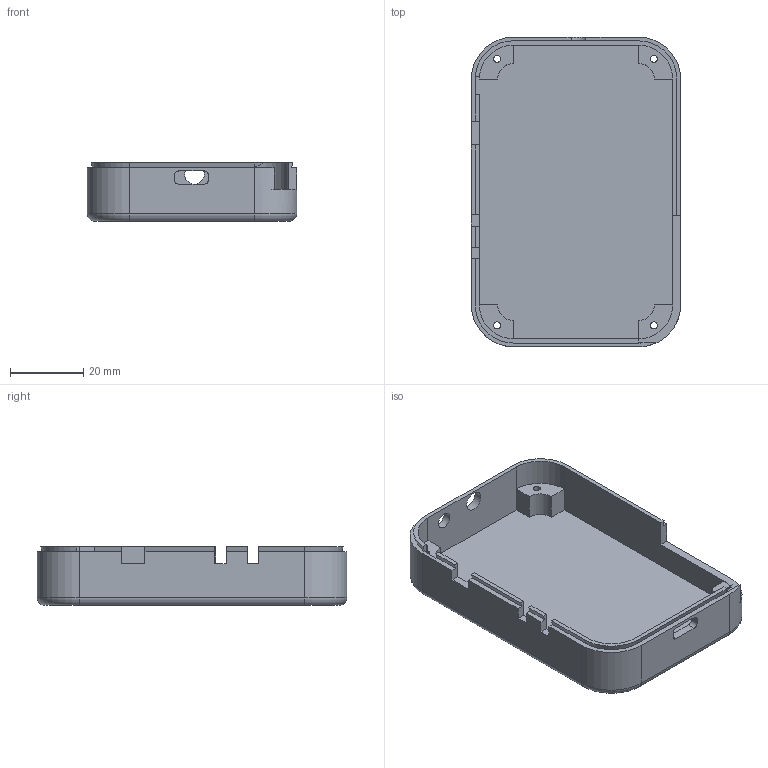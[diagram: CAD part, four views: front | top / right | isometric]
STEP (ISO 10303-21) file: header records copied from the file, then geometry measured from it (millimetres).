
FILE_DESCRIPTION(('FreeCAD Model'),'2;1');
FILE_NAME('Open CASCADE Shape Model','2025-11-13T09:47:58',(''),(''), 'Open CASCADE STEP processor 7.8','FreeCAD','Unknown');
FILE_SCHEMA(('AUTOMOTIVE_DESIGN { 1 0 10303 214 1 1 1 1 }'));
Length unit declared in the file: millimetre
Products named in the file (1): bottom
Bounding box: 57.2 x 84.7 x 16 mm (x, y, z)
Volume: 15476 mm3; surface area: 16989 mm2
Topology: 1 solids, 1 shells, 103 faces, 276 edges, 178 vertices
Faces by surface type: plane 64, cylinder 30, torus 4, bspline 3, cone 2
Full cylindrical faces by diameter (mm): 1.9 x4, 4 x4, 4.4 x1, 5.4 x1
Entity records: 3314 total; most frequent: CARTESIAN_POINT 647, ORIENTED_EDGE 552, DIRECTION 543, EDGE_CURVE 276, LINE 193, VECTOR 193, VERTEX_POINT 178, AXIS2_PLACEMENT_3D 175
